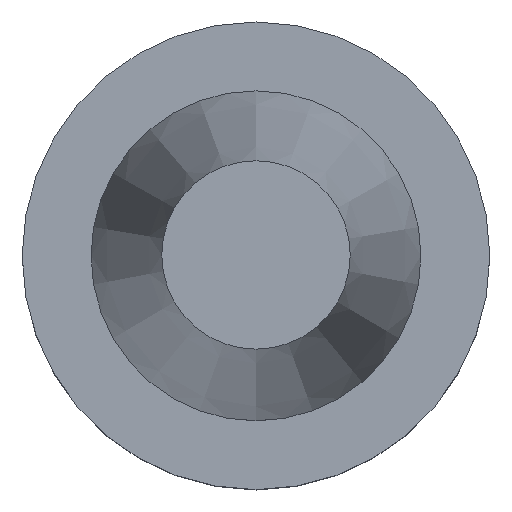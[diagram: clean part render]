
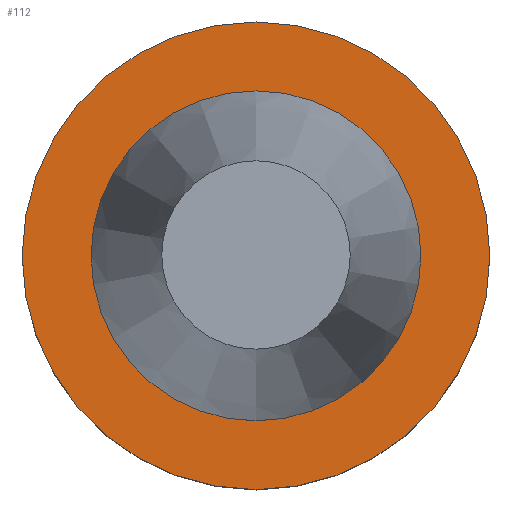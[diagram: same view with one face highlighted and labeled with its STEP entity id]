
A CAD part, top view. The second image highlights one B-rep face of the part: STEP entity #112.
In plain terms, the highlighted planar face has unit normal (0, 0, 1).
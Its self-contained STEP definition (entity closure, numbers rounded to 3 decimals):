
#112=ADVANCED_FACE('Unnamed[1]',(#258,#259),#260,.T.);
#140=EDGE_CURVE('Unnamed[1]',#300,#300,#301,.T.);
#174=EDGE_CURVE('Unnamed[1]',#355,#355,#356,.T.);
#258=FACE_OUTER_BOUND('',#449,.T.);
#259=FACE_BOUND('',#450,.T.);
#260=PLANE('',#451);
#300=VERTEX_POINT('',#501);
#301=CIRCLE('',#502,22.225);
#355=VERTEX_POINT('',#569);
#356=CIRCLE('',#570,31.5);
#449=EDGE_LOOP('',(#643));
#450=EDGE_LOOP('',(#644));
#451=AXIS2_PLACEMENT_3D('',#645,#646,#647);
#501=CARTESIAN_POINT('',(0.,22.225,-1.));
#502=AXIS2_PLACEMENT_3D('',#689,#690,#691);
#569=CARTESIAN_POINT('',(0.,31.5,-1.));
#570=AXIS2_PLACEMENT_3D('',#752,#753,#754);
#643=ORIENTED_EDGE('',*,*,#174,.F.);
#644=ORIENTED_EDGE('',*,*,#140,.T.);
#645=CARTESIAN_POINT('',(0.,26.862,-1.));
#646=DIRECTION('',(0.,0.,1.0));
#647=DIRECTION('',(0.,-1.0,0.));
#689=CARTESIAN_POINT('',(0.,0.,-1.));
#690=DIRECTION('',(0.,0.,-1.0));
#691=DIRECTION('',(0.,1.0,0.));
#752=CARTESIAN_POINT('',(0.,0.,-1.));
#753=DIRECTION('',(0.,0.,-1.0));
#754=DIRECTION('',(0.,1.0,0.));
